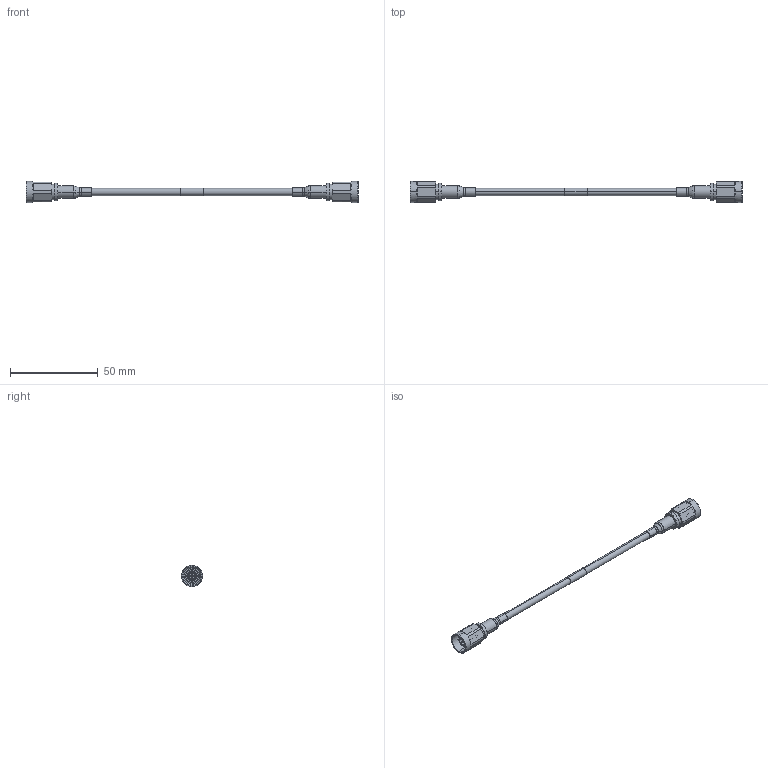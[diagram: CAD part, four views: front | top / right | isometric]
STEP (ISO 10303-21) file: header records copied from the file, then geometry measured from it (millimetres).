
FILE_DESCRIPTION (( 'STEP AP214' ), '1' );
FILE_NAME ('FMCA2321_3D.STEP', '2021-04-16T18:37:50', ( '' ), ( '' ), 'SwSTEP 2.0', 'SolidWorks 2020', '' );
FILE_SCHEMA (( 'AUTOMOTIVE_DESIGN' ));
Length unit declared in the file: inch
Products named in the file (4): TFT-402_WITH LABEL; TFT-402-MA1; TC-402-NX10M-LP-PE; FMCA2321_3D
Assembly tree (5 placements, depth 2):
  FMCA2321_3D
    TFT-402_WITH LABEL
    TFT-402-MA1  x2
    TC-402-NX10M-LP-PE  x2
Bounding box: 189 x 12 x 12 mm (x, y, z)
Volume: 4624.4 mm3; surface area: 6852.4 mm2
Topology: 5 solids, 5 shells, 412 faces, 970 edges, 600 vertices
Faces by surface type: cylinder 130, plane 114, cone 104, torus 64
Entity records: 6506 total; most frequent: CARTESIAN_POINT 1375, DIRECTION 1104, ORIENTED_EDGE 988, EDGE_CURVE 494, AXIS2_PLACEMENT_3D 459, VERTEX_POINT 306, CIRCLE 240, EDGE_LOOP 230
